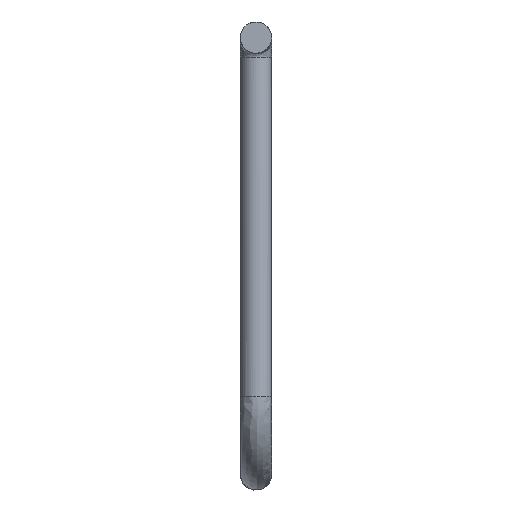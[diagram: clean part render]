
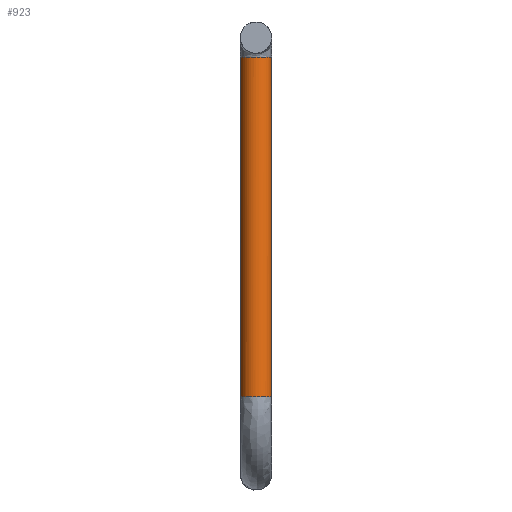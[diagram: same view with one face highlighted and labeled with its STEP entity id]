
A CAD part, left-side view. The second image highlights one B-rep face of the part: STEP entity #923.
In plain terms, the highlighted free-form (B-spline) face has degree [2, 1] with [9, 2] control points.
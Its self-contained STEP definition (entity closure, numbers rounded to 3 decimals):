
#790=CARTESIAN_POINT('',(-169.591,-1.42,-3.412));
#791=CARTESIAN_POINT('',(-169.632,-1.46,-3.412));
#792=CARTESIAN_POINT('',(-169.675,-1.498,-3.412));
#793=CARTESIAN_POINT('',(-171.173,-2.823,-3.412));
#794=CARTESIAN_POINT('',(-172.498,-1.325,-3.412));
#795=CARTESIAN_POINT('',(-173.823,0.173,-3.412));
#796=CARTESIAN_POINT('',(-172.325,1.498,-3.412));
#797=CARTESIAN_POINT('',(-170.827,2.823,-3.412));
#798=CARTESIAN_POINT('',(-169.502,1.325,-3.412));
#799=CARTESIAN_POINT('',(-169.591,-1.42,-49.115));
#800=CARTESIAN_POINT('',(-169.632,-1.46,-49.115));
#801=CARTESIAN_POINT('',(-169.675,-1.498,-49.115));
#802=CARTESIAN_POINT('',(-171.173,-2.823,-49.115));
#803=CARTESIAN_POINT('',(-172.498,-1.325,-49.115));
#804=CARTESIAN_POINT('',(-173.823,0.173,-49.115));
#805=CARTESIAN_POINT('',(-172.325,1.498,-49.115));
#806=CARTESIAN_POINT('',(-170.827,2.823,-49.115));
#807=CARTESIAN_POINT('',(-169.502,1.325,-49.115));
#815=(BOUNDED_SURFACE()B_SPLINE_SURFACE(2,1,((#790,#799),(#791,#800),(#792,#801),(#793,#802),(#794,#803),(#795,#804),(#796,#805),(#797,#806),(#798,#807)),.UNSPECIFIED.,.F.,.F.,.U.)B_SPLINE_SURFACE_WITH_KNOTS((3,2,2,2,3),(2,2),(0.0,0.133,3.446,6.76,10.074),(0.0,45.702),.UNSPECIFIED.)GEOMETRIC_REPRESENTATION_ITEM()RATIONAL_B_SPLINE_SURFACE(((0.978,0.978),(0.988,0.988),(1.0,1.0),(0.707,0.707),(1.0,1.0),(0.707,0.707),(1.0,1.0),(0.707,0.707),(1.0,1.0)))REPRESENTATION_ITEM('')SURFACE());
#816=CARTESIAN_POINT('',(-170.874,-1.996,-48.));
#817=VERTEX_POINT('',#816);
#818=CARTESIAN_POINT('',(-169.591,-1.42,-48.));
#819=VERTEX_POINT('',#818);
#820=CARTESIAN_POINT('',(-170.874,-1.996,-48.));
#821=CARTESIAN_POINT('',(-170.665,-1.983,-48.));
#822=CARTESIAN_POINT('',(-170.192,-1.877,-48.));
#823=CARTESIAN_POINT('',(-169.782,-1.61,-48.));
#824=CARTESIAN_POINT('',(-169.591,-1.42,-48.));
#825=B_SPLINE_CURVE_WITH_KNOTS('',3,(#820,#821,#822,#823,#824),.UNSPECIFIED.,.F.,.U.,(4,1,4),(0.,0.629,1.438),.UNSPECIFIED.);
#826=EDGE_CURVE('',#817,#819,#825,.T.);
#827=ORIENTED_EDGE('',*,*,#826,.T.);
#828=CARTESIAN_POINT('',(-169.591,-1.42,-4.5));
#829=VERTEX_POINT('',#828);
#830=CARTESIAN_POINT('',(-169.591,-1.42,-4.5));
#831=CARTESIAN_POINT('',(-169.591,-1.42,-48.));
#832=QUASI_UNIFORM_CURVE('',1,(#830,#831),.UNSPECIFIED.,.F.,.U.);
#833=EDGE_CURVE('',#829,#819,#832,.T.);
#834=ORIENTED_EDGE('',*,*,#833,.F.);
#835=CARTESIAN_POINT('',(-171.05,-1.999,-4.5));
#836=VERTEX_POINT('',#835);
#837=CARTESIAN_POINT('',(-171.05,-1.999,-4.5));
#838=CARTESIAN_POINT('',(-170.815,-2.005,-4.5));
#839=CARTESIAN_POINT('',(-170.275,-1.923,-4.5));
#840=CARTESIAN_POINT('',(-169.806,-1.633,-4.5));
#841=CARTESIAN_POINT('',(-169.591,-1.42,-4.5));
#842=B_SPLINE_CURVE_WITH_KNOTS('',3,(#837,#838,#839,#840,#841),.UNSPECIFIED.,.F.,.U.,(4,1,4),(0.,0.706,1.614),.UNSPECIFIED.);
#843=EDGE_CURVE('',#836,#829,#842,.T.);
#844=ORIENTED_EDGE('',*,*,#843,.F.);
#845=CARTESIAN_POINT('',(-173.0,0.,-4.5));
#846=VERTEX_POINT('',#845);
#847=CARTESIAN_POINT('',(-173.0,0.,-4.5));
#848=CARTESIAN_POINT('',(-173.,-0.258,-4.5));
#849=CARTESIAN_POINT('',(-172.924,-0.644,-4.5));
#850=CARTESIAN_POINT('',(-172.654,-1.16,-4.5));
#851=CARTESIAN_POINT('',(-172.266,-1.598,-4.5));
#852=CARTESIAN_POINT('',(-171.692,-1.918,-4.5));
#853=CARTESIAN_POINT('',(-171.243,-1.995,-4.5));
#854=CARTESIAN_POINT('',(-171.05,-1.999,-4.5));
#855=B_SPLINE_CURVE_WITH_KNOTS('',3,(#847,#848,#849,#850,#851,#852,#853,#854),.UNSPECIFIED.,.F.,.U.,(4,1,1,1,1,4),(0.,0.773,1.159,1.739,2.512,3.092),.UNSPECIFIED.);
#856=EDGE_CURVE('',#846,#836,#855,.T.);
#857=ORIENTED_EDGE('',*,*,#856,.F.);
#858=CARTESIAN_POINT('',(-170.95,1.999,-4.5));
#859=VERTEX_POINT('',#858);
#860=CARTESIAN_POINT('',(-170.95,1.999,-4.5));
#861=CARTESIAN_POINT('',(-171.149,2.004,-4.5));
#862=CARTESIAN_POINT('',(-171.583,1.95,-4.5));
#863=CARTESIAN_POINT('',(-172.1,1.701,-4.5));
#864=CARTESIAN_POINT('',(-172.551,1.303,-4.5));
#865=CARTESIAN_POINT('',(-172.899,0.765,-4.5));
#866=CARTESIAN_POINT('',(-173.,0.266,-4.5));
#867=CARTESIAN_POINT('',(-173.0,0.,-4.5));
#868=B_SPLINE_CURVE_WITH_KNOTS('',3,(#860,#861,#862,#863,#864,#865,#866,#867),.UNSPECIFIED.,.F.,.U.,(4,1,1,1,1,4),(0.,0.599,1.297,1.696,2.394,3.192),.UNSPECIFIED.);
#869=EDGE_CURVE('',#859,#846,#868,.T.);
#870=ORIENTED_EDGE('',*,*,#869,.F.);
#871=CARTESIAN_POINT('',(-169.502,1.325,-4.5));
#872=VERTEX_POINT('',#871);
#873=CARTESIAN_POINT('',(-169.502,1.325,-4.5));
#874=CARTESIAN_POINT('',(-169.661,1.505,-4.5));
#875=CARTESIAN_POINT('',(-170.098,1.849,-4.5));
#876=CARTESIAN_POINT('',(-170.642,1.992,-4.5));
#877=CARTESIAN_POINT('',(-170.95,1.999,-4.5));
#878=B_SPLINE_CURVE_WITH_KNOTS('',3,(#873,#874,#875,#876,#877),.UNSPECIFIED.,.F.,.U.,(4,1,4),(0.,0.719,1.643),.UNSPECIFIED.);
#879=EDGE_CURVE('',#872,#859,#878,.T.);
#880=ORIENTED_EDGE('',*,*,#879,.F.);
#881=CARTESIAN_POINT('',(-169.502,1.325,-48.));
#882=VERTEX_POINT('',#881);
#883=CARTESIAN_POINT('',(-169.502,1.325,-4.5));
#884=CARTESIAN_POINT('',(-169.502,1.325,-48.));
#885=QUASI_UNIFORM_CURVE('',1,(#883,#884),.UNSPECIFIED.,.F.,.U.);
#886=EDGE_CURVE('',#872,#882,#885,.T.);
#887=ORIENTED_EDGE('',*,*,#886,.T.);
#888=CARTESIAN_POINT('',(-171.24,1.986,-48.));
#889=VERTEX_POINT('',#888);
#890=CARTESIAN_POINT('',(-169.502,1.325,-48.));
#891=CARTESIAN_POINT('',(-169.622,1.461,-48.));
#892=CARTESIAN_POINT('',(-169.93,1.726,-48.));
#893=CARTESIAN_POINT('',(-170.53,1.986,-48.));
#894=CARTESIAN_POINT('',(-171.,2.015,-48.));
#895=CARTESIAN_POINT('',(-171.24,1.986,-48.));
#896=B_SPLINE_CURVE_WITH_KNOTS('',3,(#890,#891,#892,#893,#894,#895),.UNSPECIFIED.,.F.,.U.,(4,1,1,4),(0.,0.544,1.208,1.933),.UNSPECIFIED.);
#897=EDGE_CURVE('',#882,#889,#896,.T.);
#898=ORIENTED_EDGE('',*,*,#897,.T.);
#899=CARTESIAN_POINT('',(-173.0,0.,-48.));
#900=VERTEX_POINT('',#899);
#901=CARTESIAN_POINT('',(-171.24,1.986,-48.));
#902=CARTESIAN_POINT('',(-171.45,1.96,-48.));
#903=CARTESIAN_POINT('',(-171.891,1.834,-48.));
#904=CARTESIAN_POINT('',(-172.467,1.424,-48.));
#905=CARTESIAN_POINT('',(-172.894,0.786,-48.));
#906=CARTESIAN_POINT('',(-173.,0.272,-48.));
#907=CARTESIAN_POINT('',(-173.0,0.,-48.));
#908=B_SPLINE_CURVE_WITH_KNOTS('',3,(#901,#902,#903,#904,#905,#906,#907),.UNSPECIFIED.,.F.,.U.,(4,1,1,1,4),(0.,0.635,1.36,2.086,2.902),.UNSPECIFIED.);
#909=EDGE_CURVE('',#889,#900,#908,.T.);
#910=ORIENTED_EDGE('',*,*,#909,.T.);
#911=CARTESIAN_POINT('',(-173.0,0.,-48.));
#912=CARTESIAN_POINT('',(-173.,-0.272,-48.));
#913=CARTESIAN_POINT('',(-172.887,-0.817,-48.));
#914=CARTESIAN_POINT('',(-172.468,-1.414,-48.));
#915=CARTESIAN_POINT('',(-171.8,-1.896,-48.));
#916=CARTESIAN_POINT('',(-171.248,-2.021,-48.));
#917=CARTESIAN_POINT('',(-170.874,-1.996,-48.));
#918=B_SPLINE_CURVE_WITH_KNOTS('',3,(#911,#912,#913,#914,#915,#916,#917),.UNSPECIFIED.,.F.,.U.,(4,1,1,1,4),(0.,0.817,1.634,2.144,3.268),.UNSPECIFIED.);
#919=EDGE_CURVE('',#900,#817,#918,.T.);
#920=ORIENTED_EDGE('',*,*,#919,.T.);
#921=EDGE_LOOP('',(#827,#834,#844,#857,#870,#880,#887,#898,#910,#920));
#922=FACE_OUTER_BOUND('',#921,.T.);
#923=ADVANCED_FACE('',(#922),#815,.T.);
